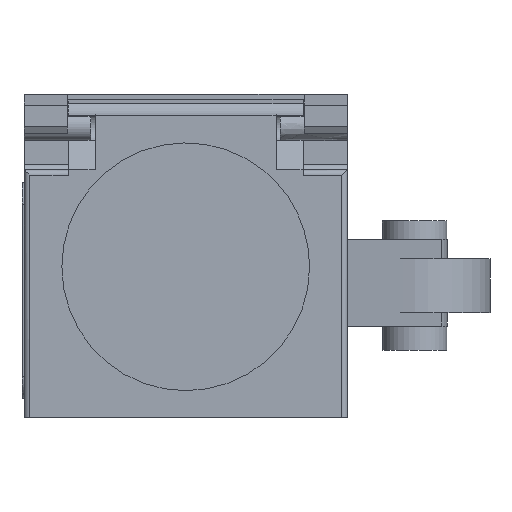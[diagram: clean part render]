
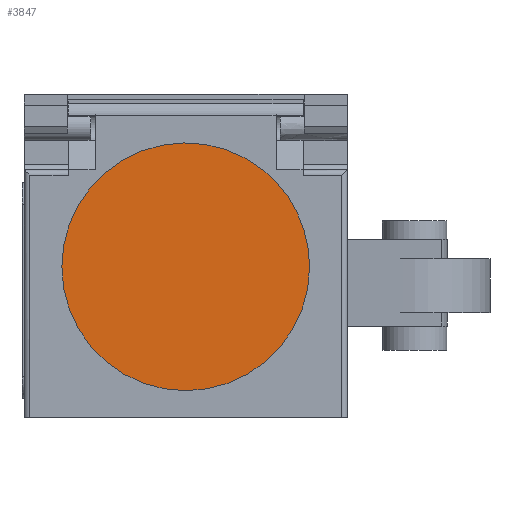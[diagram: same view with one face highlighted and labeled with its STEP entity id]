
A CAD part, front view. The second image highlights one B-rep face of the part: STEP entity #3847.
In plain terms, the highlighted planar face has unit normal (0, -1, 0).
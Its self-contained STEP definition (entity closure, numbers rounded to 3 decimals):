
#1942=CARTESIAN_POINT('',(26.502,0.,14.));
#1943=VERTEX_POINT('',#1942);
#1952=CARTESIAN_POINT('',(3.498,0.,14.));
#1953=VERTEX_POINT('',#1952);
#1954=CARTESIAN_POINT('',(15.0,0.,14.));
#1955=DIRECTION('',(0.0,-1.0,0.0));
#1956=DIRECTION('',(1.0,0.0,0.0));
#1957=AXIS2_PLACEMENT_3D('',#1954,#1955,#1956);
#1958=CIRCLE('',#1957,11.502);
#1959=EDGE_CURVE('',#1953,#1943,#1958,.T.);
#3818=CARTESIAN_POINT('',(22.162,0.,23.));
#3819=VERTEX_POINT('',#3818);
#3820=CARTESIAN_POINT('',(15.0,0.,14.));
#3821=DIRECTION('',(0.0,-1.0,0.0));
#3822=DIRECTION('',(1.0,0.0,0.0));
#3823=AXIS2_PLACEMENT_3D('',#3820,#3821,#3822);
#3824=CIRCLE('',#3823,11.502);
#3825=EDGE_CURVE('',#3819,#1953,#3824,.T.);
#3827=CARTESIAN_POINT('',(15.0,0.,14.));
#3828=DIRECTION('',(0.0,-1.0,0.0));
#3829=DIRECTION('',(1.0,0.0,0.0));
#3830=AXIS2_PLACEMENT_3D('',#3827,#3828,#3829);
#3831=CIRCLE('',#3830,11.502);
#3832=EDGE_CURVE('',#1943,#3819,#3831,.T.);
#3837=CARTESIAN_POINT('',(14.911,0.,4.125));
#3838=DIRECTION('',(0.0,-1.0,0.0));
#3839=DIRECTION('',(0.0,0.0,1.0));
#3840=AXIS2_PLACEMENT_3D('',#3837,#3838,#3839);
#3841=PLANE('',#3840);
#3842=ORIENTED_EDGE('',*,*,#3825,.T.);
#3843=ORIENTED_EDGE('',*,*,#1959,.T.);
#3844=ORIENTED_EDGE('',*,*,#3832,.T.);
#3845=EDGE_LOOP('',(#3842,#3843,#3844));
#3846=FACE_OUTER_BOUND('',#3845,.T.);
#3847=ADVANCED_FACE('',(#3846),#3841,.T.);
